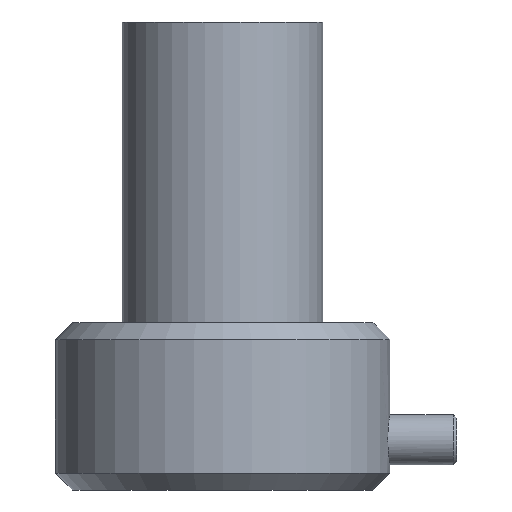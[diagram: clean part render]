
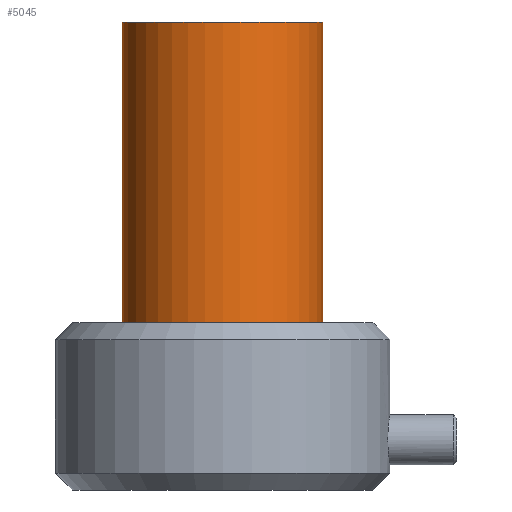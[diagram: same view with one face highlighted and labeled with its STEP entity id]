
A CAD part, front view. The second image highlights one B-rep face of the part: STEP entity #5045.
In plain terms, the highlighted cylindrical face has radius 3 mm (diameter 6 mm), a full revolution.
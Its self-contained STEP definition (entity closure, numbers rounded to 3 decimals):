
#48=CYLINDRICAL_SURFACE('',#5253,3.);
#54=CIRCLE('',#5237,3.);
#59=CIRCLE('',#5254,3.);
#466=FACE_OUTER_BOUND('',#774,.T.);
#774=EDGE_LOOP('',(#4487,#4488,#4489,#4490));
#1155=LINE('',#9513,#1539);
#1539=VECTOR('',#5847,3.);
#2353=VERTEX_POINT('',#9488);
#2358=VERTEX_POINT('',#9512);
#3070=EDGE_CURVE('',#2353,#2353,#54,.T.);
#3077=EDGE_CURVE('',#2353,#2358,#1155,.T.);
#3078=EDGE_CURVE('',#2358,#2358,#59,.T.);
#4487=ORIENTED_EDGE('',*,*,#3070,.T.);
#4488=ORIENTED_EDGE('',*,*,#3077,.T.);
#4489=ORIENTED_EDGE('',*,*,#3078,.F.);
#4490=ORIENTED_EDGE('',*,*,#3077,.F.);
#5045=ADVANCED_FACE('',(#466),#48,.T.);
#5237=AXIS2_PLACEMENT_3D('',#9489,#5811,#5812);
#5253=AXIS2_PLACEMENT_3D('',#9511,#5845,#5846);
#5254=AXIS2_PLACEMENT_3D('',#9514,#5848,#5849);
#5811=DIRECTION('center_axis',(0.,0.,-1.));
#5812=DIRECTION('ref_axis',(-1.,0.,0.));
#5845=DIRECTION('center_axis',(0.,0.,1.));
#5846=DIRECTION('ref_axis',(-1.,0.,0.));
#5847=DIRECTION('',(0.,0.,-1.));
#5848=DIRECTION('center_axis',(0.,0.,-1.));
#5849=DIRECTION('ref_axis',(-1.,0.,0.));
#9488=CARTESIAN_POINT('',(3.,0.,9.));
#9489=CARTESIAN_POINT('Origin',(0.,0.,9.));
#9511=CARTESIAN_POINT('Origin',(0.,0.,0.));
#9512=CARTESIAN_POINT('',(3.,0.,0.));
#9513=CARTESIAN_POINT('',(3.,0.,0.));
#9514=CARTESIAN_POINT('Origin',(0.,0.,0.));
